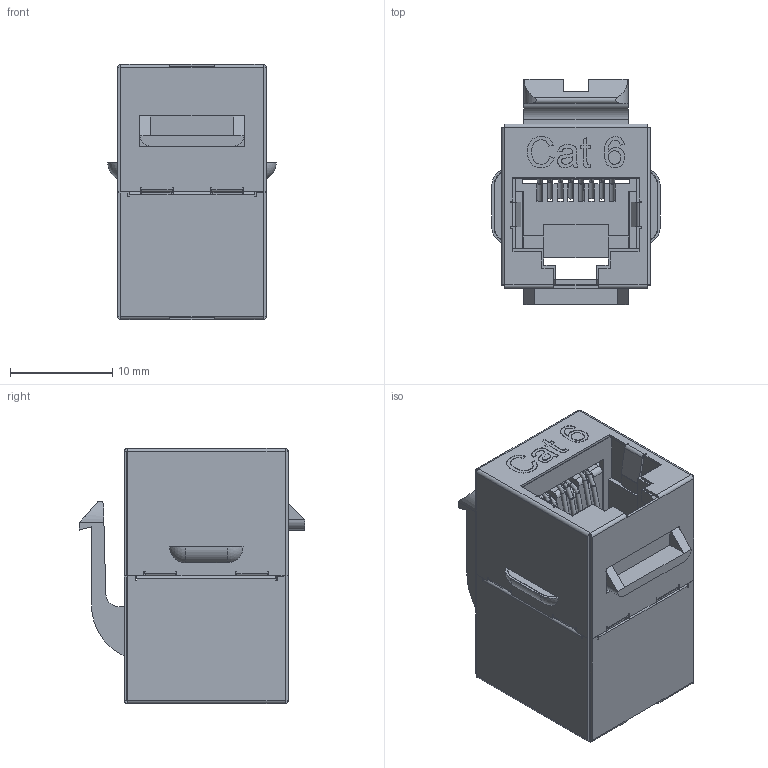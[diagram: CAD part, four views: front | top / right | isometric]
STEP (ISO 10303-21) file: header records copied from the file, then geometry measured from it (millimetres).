
FILE_DESCRIPTION (( 'STEP AP214' ), '1' );
FILE_NAME ('TDG1026KS-C6-MINI.STEP', '2018-05-01T19:02:42', ( '' ), ( '' ), 'SwSTEP 2.0', 'SolidWorks 2017', '' );
FILE_SCHEMA (( 'AUTOMOTIVE_DESIGN' ));
Length unit declared in the file: millimetre
Products named in the file (10): TDG1026KS-Cx-MINI - FRONT HOUSING SHIELD_Cat 6; TDG1026KS-Cx-MINI - REAR HOUSING; TDG1026KS-Cx-MINI - FRONT HOUSING; TDG1026KS-C6-MINI; TDG1026KS-Cx - PCB; TDG1026KS-Cx - PCB(UQ-2); TDG1026KS-Cx - PCB(UQ-1); TDG1026KS-Cx - PCB CONTACT MOUNT; TDG1026KS-Cx-MINI - REAR HOUSING SHIELD_Cat 6
Assembly tree (23 placements, depth 3):
  TDG1026KS-C6-MINI
    TDG1026KS-Cx-MINI - FRONT HOUSING
    TDG1026KS-Cx-MINI - REAR HOUSING
    TDG1026KS-Cx-MINI - FRONT HOUSING SHIELD_Cat 6
    TDG1026KS-Cx-MINI - REAR HOUSING SHIELD_Cat 6
    TDG1026KS-Cx - PCB
      TDG1026KS-Cx - PCB
      TDG1026KS-Cx - PCB CONTACT MOUNT
      TDG1026KS-Cx - PCB(UQ-1)  x5
      TDG1026KS-Cx - PCB(UQ-2)  x11
Bounding box: 16.49 x 22.1 x 25 mm (x, y, z)
Volume: 2994.7 mm3; surface area: 9566.7 mm2
Topology: 22 solids, 22 shells, 1366 faces, 3574 edges, 2242 vertices
Faces by surface type: plane 939, cylinder 265, bspline 150, sphere 12
Full cylindrical faces by diameter (mm): 0.46 x53
Entity records: 44230 total; most frequent: CARTESIAN_POINT 12594, ORIENTED_EDGE 6738, DIRECTION 5987, EDGE_CURVE 3369, LINE 2669, VECTOR 2669, VERTEX_POINT 2126, AXIS2_PLACEMENT_3D 1659
